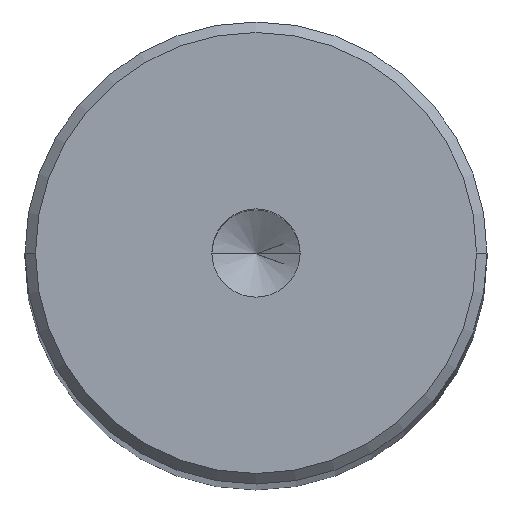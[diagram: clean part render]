
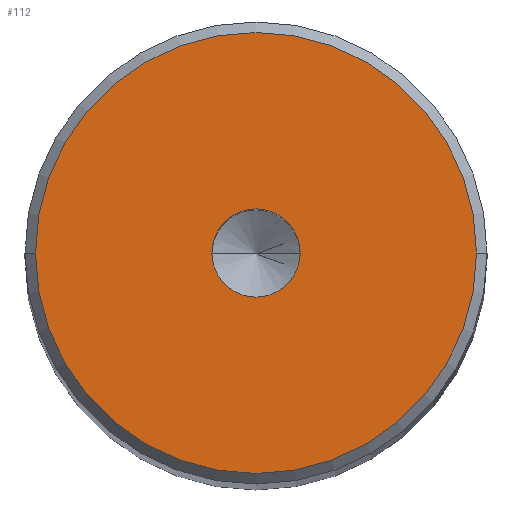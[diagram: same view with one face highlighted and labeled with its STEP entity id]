
A CAD part, top view. The second image highlights one B-rep face of the part: STEP entity #112.
In plain terms, the highlighted planar face has unit normal (0, 0, 1).
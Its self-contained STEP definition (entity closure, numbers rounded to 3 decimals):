
#30 = CARTESIAN_POINT ( 'NONE',  ( 2.1, 0., 0. ) ) ;
#51 = CIRCLE ( 'NONE', #192, 2.1 ) ;
#57 = CARTESIAN_POINT ( 'NONE',  ( 0., 0., 0. ) ) ;
#93 = VERTEX_POINT ( 'NONE', #159 ) ;
#103 = DIRECTION ( 'NONE',  ( 0., 0., 1. ) ) ;
#105 = CIRCLE ( 'NONE', #447, 2.1 ) ;
#109 = DIRECTION ( 'NONE',  ( 0., 0., 1. ) ) ;
#112 = ADVANCED_FACE ( 'NONE', ( #302, #477 ), #518, .T. ) ;
#123 = CARTESIAN_POINT ( 'NONE',  ( 10.5, 0., 0. ) ) ;
#139 = DIRECTION ( 'NONE',  ( 0., 0., 1. ) ) ;
#141 = CIRCLE ( 'NONE', #536, 10.5 ) ;
#146 = CARTESIAN_POINT ( 'NONE',  ( -10.5, 0., 0. ) ) ;
#149 = DIRECTION ( 'NONE',  ( 1., 0., 0. ) ) ;
#152 = CIRCLE ( 'NONE', #227, 10.5 ) ;
#159 = CARTESIAN_POINT ( 'NONE',  ( -2.1, 0., 0. ) ) ;
#167 = CARTESIAN_POINT ( 'NONE',  ( 0., 0., 0. ) ) ;
#172 = DIRECTION ( 'NONE',  ( 1., 0., 0. ) ) ;
#176 = EDGE_LOOP ( 'NONE', ( #393, #350 ) ) ;
#192 = AXIS2_PLACEMENT_3D ( 'NONE', #336, #109, #263 ) ;
#195 = EDGE_CURVE ( 'NONE', #93, #577, #51, .T. ) ;
#215 = DIRECTION ( 'NONE',  ( 0., 0., 1. ) ) ;
#224 = VERTEX_POINT ( 'NONE', #123 ) ;
#227 = AXIS2_PLACEMENT_3D ( 'NONE', #369, #452, #324 ) ;
#233 = VERTEX_POINT ( 'NONE', #146 ) ;
#239 = ORIENTED_EDGE ( 'NONE', *, *, #195, .F. ) ;
#263 = DIRECTION ( 'NONE',  ( 1., 0., 0. ) ) ;
#273 = EDGE_CURVE ( 'NONE', #577, #93, #105, .T. ) ;
#302 = FACE_BOUND ( 'NONE', #492, .T. ) ;
#324 = DIRECTION ( 'NONE',  ( 1., 0., 0. ) ) ;
#336 = CARTESIAN_POINT ( 'NONE',  ( 0., 0., 0. ) ) ;
#350 = ORIENTED_EDGE ( 'NONE', *, *, #557, .T. ) ;
#369 = CARTESIAN_POINT ( 'NONE',  ( 0., 0., 0. ) ) ;
#381 = DIRECTION ( 'NONE',  ( 1., 0., 0. ) ) ;
#393 = ORIENTED_EDGE ( 'NONE', *, *, #519, .T. ) ;
#421 = CARTESIAN_POINT ( 'NONE',  ( 0., 0., 0. ) ) ;
#447 = AXIS2_PLACEMENT_3D ( 'NONE', #167, #215, #172 ) ;
#452 = DIRECTION ( 'NONE',  ( 0., 0., 1. ) ) ;
#477 = FACE_OUTER_BOUND ( 'NONE', #176, .T. ) ;
#492 = EDGE_LOOP ( 'NONE', ( #505, #239 ) ) ;
#505 = ORIENTED_EDGE ( 'NONE', *, *, #273, .F. ) ;
#517 = AXIS2_PLACEMENT_3D ( 'NONE', #57, #103, #381 ) ;
#518 = PLANE ( 'NONE',  #517 ) ;
#519 = EDGE_CURVE ( 'NONE', #233, #224, #152, .T. ) ;
#536 = AXIS2_PLACEMENT_3D ( 'NONE', #421, #139, #149 ) ;
#557 = EDGE_CURVE ( 'NONE', #224, #233, #141, .T. ) ;
#577 = VERTEX_POINT ( 'NONE', #30 ) ;
